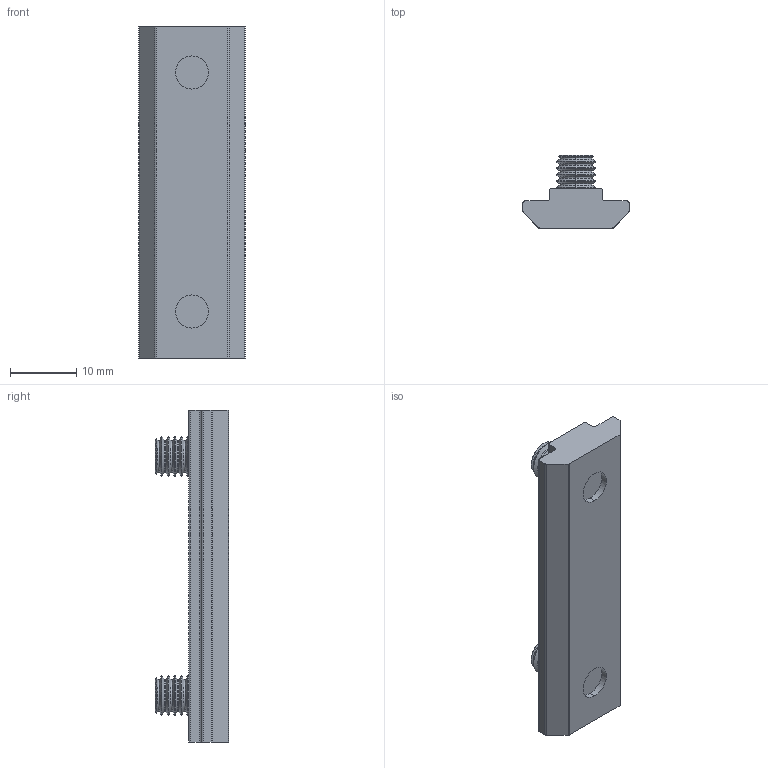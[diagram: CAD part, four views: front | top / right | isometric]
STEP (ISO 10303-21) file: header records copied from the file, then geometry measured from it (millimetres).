
FILE_DESCRIPTION (( 'STEP AP214' ), '1' );
FILE_NAME ('6128155', '2019-01-28T16:37:06', ( '' ), ('JUGARD+KÜNSTNER GmbH'), 'SwSTEP 2.0', 'SolidWorks 2017', '' );
FILE_SCHEMA (( 'AUTOMOTIVE_DESIGN' ));
Length unit declared in the file: millimetre
Products named in the file (3): 6128155; Part2; Part3
Assembly tree (3 placements, depth 2):
  6128155
    Part3
    Part2  x2
Bounding box: 16 x 11 x 50 mm (x, y, z)
Volume: 3876.3 mm3; surface area: 2985.3 mm2
Topology: 3 solids, 3 shells, 222 faces, 508 edges, 290 vertices
Faces by surface type: cone 92, cylinder 50, plane 40, bspline 40
Entity records: 5226 total; most frequent: CARTESIAN_POINT 887, DIRECTION 664, ORIENTED_EDGE 576, EDGE_CURVE 288, AXIS2_PLACEMENT_3D 266, VERTEX_POINT 169, CIRCLE 156, VECTOR 132
